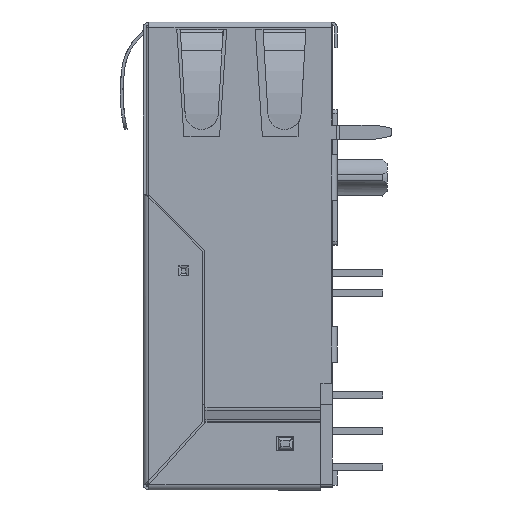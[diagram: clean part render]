
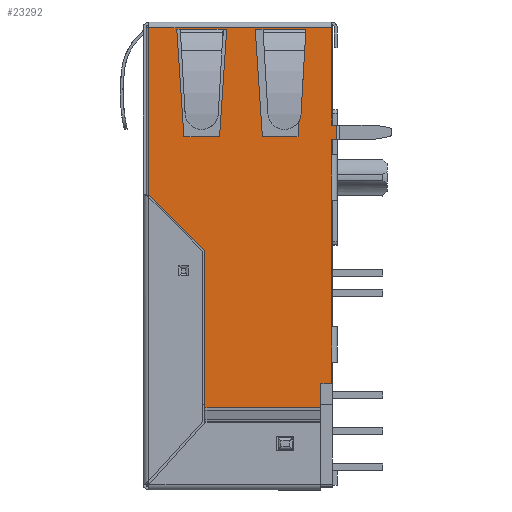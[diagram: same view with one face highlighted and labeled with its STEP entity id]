
A CAD part, left-side view. The second image highlights one B-rep face of the part: STEP entity #23292.
In plain terms, the highlighted face is planar.
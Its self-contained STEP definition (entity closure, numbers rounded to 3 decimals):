
#936=LINE('',#31650,#2662);
#950=LINE('',#31696,#2676);
#952=LINE('',#31700,#2678);
#953=LINE('',#31703,#2679);
#954=LINE('',#31705,#2680);
#955=LINE('',#31707,#2681);
#956=LINE('',#31709,#2682);
#957=LINE('',#31711,#2683);
#958=LINE('',#31713,#2684);
#959=LINE('',#31714,#2685);
#960=LINE('',#31717,#2686);
#961=LINE('',#31719,#2687);
#962=LINE('',#31721,#2688);
#963=LINE('',#31723,#2689);
#964=LINE('',#31725,#2690);
#965=LINE('',#31726,#2691);
#966=LINE('',#31727,#2692);
#967=LINE('',#31729,#2693);
#968=LINE('',#31731,#2694);
#969=LINE('',#31733,#2695);
#970=LINE('',#31735,#2696);
#971=LINE('',#31737,#2697);
#972=LINE('',#31739,#2698);
#973=LINE('',#31741,#2699);
#974=LINE('',#31743,#2700);
#975=LINE('',#31745,#2701);
#976=LINE('',#31747,#2702);
#977=LINE('',#31749,#2703);
#978=LINE('',#31751,#2704);
#2662=VECTOR('',#25955,1000.);
#2676=VECTOR('',#25987,1000.);
#2678=VECTOR('',#25991,1000.);
#2679=VECTOR('',#25992,1000.);
#2680=VECTOR('',#25993,1000.);
#2681=VECTOR('',#25994,1000.);
#2682=VECTOR('',#25995,1000.);
#2683=VECTOR('',#25996,1000.);
#2684=VECTOR('',#25997,1000.);
#2685=VECTOR('',#25998,1000.);
#2686=VECTOR('',#25999,1000.);
#2687=VECTOR('',#26000,1000.);
#2688=VECTOR('',#26001,1000.);
#2689=VECTOR('',#26002,1000.);
#2690=VECTOR('',#26003,1000.);
#2691=VECTOR('',#26004,1000.);
#2692=VECTOR('',#26005,1000.);
#2693=VECTOR('',#26006,1000.);
#2694=VECTOR('',#26007,1000.);
#2695=VECTOR('',#26008,1000.);
#2696=VECTOR('',#26009,1000.);
#2697=VECTOR('',#26010,1000.);
#2698=VECTOR('',#26011,1000.);
#2699=VECTOR('',#26012,1000.);
#2700=VECTOR('',#26013,1000.);
#2701=VECTOR('',#26014,1000.);
#2702=VECTOR('',#26015,1000.);
#2703=VECTOR('',#26016,1000.);
#2704=VECTOR('',#26017,1000.);
#4723=ORIENTED_EDGE('',*,*,#9653,.T.);
#4724=ORIENTED_EDGE('',*,*,#9654,.T.);
#4725=ORIENTED_EDGE('',*,*,#9655,.T.);
#4726=ORIENTED_EDGE('',*,*,#9656,.T.);
#4727=ORIENTED_EDGE('',*,*,#9657,.T.);
#4728=ORIENTED_EDGE('',*,*,#9658,.T.);
#4729=ORIENTED_EDGE('',*,*,#9659,.F.);
#4730=ORIENTED_EDGE('',*,*,#9660,.T.);
#4731=ORIENTED_EDGE('',*,*,#9661,.T.);
#4732=ORIENTED_EDGE('',*,*,#9662,.T.);
#4733=ORIENTED_EDGE('',*,*,#9663,.T.);
#4734=ORIENTED_EDGE('',*,*,#9664,.F.);
#4735=ORIENTED_EDGE('',*,*,#9665,.T.);
#4736=ORIENTED_EDGE('',*,*,#9651,.T.);
#4737=ORIENTED_EDGE('',*,*,#9666,.T.);
#4738=ORIENTED_EDGE('',*,*,#9629,.F.);
#4739=ORIENTED_EDGE('',*,*,#9667,.F.);
#4740=ORIENTED_EDGE('',*,*,#9668,.T.);
#4741=ORIENTED_EDGE('',*,*,#9669,.T.);
#4742=ORIENTED_EDGE('',*,*,#9670,.T.);
#4743=ORIENTED_EDGE('',*,*,#9671,.T.);
#4744=ORIENTED_EDGE('',*,*,#9672,.T.);
#4745=ORIENTED_EDGE('',*,*,#9673,.T.);
#4746=ORIENTED_EDGE('',*,*,#9674,.T.);
#4747=ORIENTED_EDGE('',*,*,#9675,.T.);
#4748=ORIENTED_EDGE('',*,*,#9676,.T.);
#4749=ORIENTED_EDGE('',*,*,#9677,.T.);
#4750=ORIENTED_EDGE('',*,*,#9678,.T.);
#4751=ORIENTED_EDGE('',*,*,#9679,.T.);
#9629=EDGE_CURVE('',#12069,#12070,#936,.T.);
#9651=EDGE_CURVE('',#12092,#12091,#950,.T.);
#9653=EDGE_CURVE('',#12093,#12094,#952,.T.);
#9654=EDGE_CURVE('',#12094,#12095,#953,.T.);
#9655=EDGE_CURVE('',#12095,#12096,#954,.T.);
#9656=EDGE_CURVE('',#12096,#12097,#955,.T.);
#9657=EDGE_CURVE('',#12097,#12098,#956,.T.);
#9658=EDGE_CURVE('',#12098,#12099,#957,.T.);
#9659=EDGE_CURVE('',#12093,#12099,#958,.T.);
#9660=EDGE_CURVE('',#12100,#12101,#959,.T.);
#9661=EDGE_CURVE('',#12101,#12102,#960,.T.);
#9662=EDGE_CURVE('',#12102,#12103,#961,.T.);
#9663=EDGE_CURVE('',#12103,#12104,#962,.T.);
#9664=EDGE_CURVE('',#12105,#12104,#963,.T.);
#9665=EDGE_CURVE('',#12105,#12100,#964,.T.);
#9666=EDGE_CURVE('',#12091,#12070,#965,.T.);
#9667=EDGE_CURVE('',#12106,#12069,#966,.T.);
#9668=EDGE_CURVE('',#12106,#12107,#967,.T.);
#9669=EDGE_CURVE('',#12107,#12108,#968,.T.);
#9670=EDGE_CURVE('',#12108,#12109,#969,.T.);
#9671=EDGE_CURVE('',#12109,#12110,#970,.T.);
#9672=EDGE_CURVE('',#12110,#12111,#971,.T.);
#9673=EDGE_CURVE('',#12111,#12112,#972,.T.);
#9674=EDGE_CURVE('',#12112,#12113,#973,.T.);
#9675=EDGE_CURVE('',#12113,#12114,#974,.T.);
#9676=EDGE_CURVE('',#12114,#12115,#975,.T.);
#9677=EDGE_CURVE('',#12115,#12116,#976,.T.);
#9678=EDGE_CURVE('',#12116,#12117,#977,.T.);
#9679=EDGE_CURVE('',#12117,#12092,#978,.T.);
#12069=VERTEX_POINT('',#31651);
#12070=VERTEX_POINT('',#31652);
#12091=VERTEX_POINT('',#31695);
#12092=VERTEX_POINT('',#31697);
#12093=VERTEX_POINT('',#31701);
#12094=VERTEX_POINT('',#31702);
#12095=VERTEX_POINT('',#31704);
#12096=VERTEX_POINT('',#31706);
#12097=VERTEX_POINT('',#31708);
#12098=VERTEX_POINT('',#31710);
#12099=VERTEX_POINT('',#31712);
#12100=VERTEX_POINT('',#31715);
#12101=VERTEX_POINT('',#31716);
#12102=VERTEX_POINT('',#31718);
#12103=VERTEX_POINT('',#31720);
#12104=VERTEX_POINT('',#31722);
#12105=VERTEX_POINT('',#31724);
#12106=VERTEX_POINT('',#31728);
#12107=VERTEX_POINT('',#31730);
#12108=VERTEX_POINT('',#31732);
#12109=VERTEX_POINT('',#31734);
#12110=VERTEX_POINT('',#31736);
#12111=VERTEX_POINT('',#31738);
#12112=VERTEX_POINT('',#31740);
#12113=VERTEX_POINT('',#31742);
#12114=VERTEX_POINT('',#31744);
#12115=VERTEX_POINT('',#31746);
#12116=VERTEX_POINT('',#31748);
#12117=VERTEX_POINT('',#31750);
#13748=EDGE_LOOP('',(#4723,#4724,#4725,#4726,#4727,#4728,#4729));
#13749=EDGE_LOOP('',(#4730,#4731,#4732,#4733,#4734,#4735));
#13750=EDGE_LOOP('',(#4736,#4737,#4738,#4739,#4740,#4741,#4742,#4743,#4744,
#4745,#4746,#4747,#4748,#4749,#4750,#4751));
#14818=FACE_BOUND('',#13748,.T.);
#14819=FACE_BOUND('',#13749,.T.);
#14820=FACE_BOUND('',#13750,.T.);
#15832=PLANE('',#24356);
#23292=ADVANCED_FACE('',(#14818,#14819,#14820),#15832,.T.);
#24356=AXIS2_PLACEMENT_3D('',#31699,#25989,#25990);
#25955=DIRECTION('',(-1.,0.,0.));
#25987=DIRECTION('',(-1.,0.,0.));
#25989=DIRECTION('',(0.,-1.,0.));
#25990=DIRECTION('',(1.,0.,0.));
#25991=DIRECTION('',(-0.998,0.,0.066));
#25992=DIRECTION('',(0.,0.,1.));
#25993=DIRECTION('',(0.998,0.,0.066));
#25994=DIRECTION('',(0.,0.,-1.));
#25995=DIRECTION('',(0.,0.,-1.));
#25996=DIRECTION('',(-0.998,0.,0.057));
#25997=DIRECTION('',(0.,0.,-1.));
#25998=DIRECTION('',(-0.998,0.,0.066));
#25999=DIRECTION('',(0.,0.,1.));
#26000=DIRECTION('',(0.998,0.,0.066));
#26001=DIRECTION('',(0.,0.,-1.));
#26002=DIRECTION('',(0.,0.,1.));
#26003=DIRECTION('',(0.,0.,-1.));
#26004=DIRECTION('',(0.,0.,-1.));
#26005=DIRECTION('',(0.,0.,1.));
#26006=DIRECTION('',(1.,0.,0.));
#26007=DIRECTION('',(1.,0.,0.));
#26008=DIRECTION('',(1.,0.,0.));
#26009=DIRECTION('',(1.,0.,0.));
#26010=DIRECTION('',(1.,0.,0.));
#26011=DIRECTION('',(0.,0.,-1.));
#26012=DIRECTION('',(1.,0.,0.));
#26013=DIRECTION('',(0.,0.,1.));
#26014=DIRECTION('',(1.,0.,0.));
#26015=DIRECTION('',(0.,0.,1.));
#26016=DIRECTION('',(-1.,0.,0.));
#26017=DIRECTION('',(-0.707,0.,-0.707));
#31650=CARTESIAN_POINT('',(-8.95,-8.3,1.15));
#31651=CARTESIAN_POINT('',(-8.95,-8.3,1.15));
#31652=CARTESIAN_POINT('',(-10.641,-8.3,1.15));
#31695=CARTESIAN_POINT('',(-10.641,-8.3,9.27));
#31696=CARTESIAN_POINT('',(0.4,-8.3,9.27));
#31697=CARTESIAN_POINT('',(0.4,-8.3,9.27));
#31699=CARTESIAN_POINT('',(0.,-8.3,0.));
#31700=CARTESIAN_POINT('',(15.9,-8.3,2.25));
#31701=CARTESIAN_POINT('',(15.486,-8.3,2.277));
#31702=CARTESIAN_POINT('',(8.35,-8.3,2.75));
#31703=CARTESIAN_POINT('',(8.35,-8.3,2.75));
#31704=CARTESIAN_POINT('',(8.35,-8.3,5.25));
#31705=CARTESIAN_POINT('',(8.35,-8.3,5.25));
#31706=CARTESIAN_POINT('',(15.9,-8.3,5.75));
#31707=CARTESIAN_POINT('',(15.9,-8.3,5.75));
#31708=CARTESIAN_POINT('',(15.9,-8.3,5.2));
#31709=CARTESIAN_POINT('',(15.9,-8.3,5.2));
#31710=CARTESIAN_POINT('',(15.9,-8.3,2.2));
#31711=CARTESIAN_POINT('',(15.9,-8.3,2.2));
#31712=CARTESIAN_POINT('',(15.486,-8.3,2.224));
#31713=CARTESIAN_POINT('',(15.486,-8.3,5.2));
#31714=CARTESIAN_POINT('',(15.9,-8.3,7.75));
#31715=CARTESIAN_POINT('',(15.9,-8.3,7.75));
#31716=CARTESIAN_POINT('',(8.35,-8.3,8.25));
#31717=CARTESIAN_POINT('',(8.35,-8.3,8.25));
#31718=CARTESIAN_POINT('',(8.35,-8.3,10.75));
#31719=CARTESIAN_POINT('',(8.35,-8.3,10.75));
#31720=CARTESIAN_POINT('',(15.9,-8.3,11.25));
#31721=CARTESIAN_POINT('',(15.9,-8.3,11.25));
#31722=CARTESIAN_POINT('',(15.9,-8.3,11.));
#31723=CARTESIAN_POINT('',(15.9,-8.3,8.));
#31724=CARTESIAN_POINT('',(15.9,-8.3,8.));
#31725=CARTESIAN_POINT('',(15.9,-8.3,11.25));
#31726=CARTESIAN_POINT('',(-10.641,-8.3,9.27));
#31727=CARTESIAN_POINT('',(-8.95,-8.3,0.4));
#31728=CARTESIAN_POINT('',(-8.95,-8.3,0.4));
#31729=CARTESIAN_POINT('',(16.209,-8.3,0.4));
#31730=CARTESIAN_POINT('',(-7.45,-8.3,0.4));
#31731=CARTESIAN_POINT('',(-7.45,-8.3,0.4));
#31732=CARTESIAN_POINT('',(-4.95,-8.3,0.4));
#31733=CARTESIAN_POINT('',(16.209,-8.3,0.4));
#31734=CARTESIAN_POINT('',(3.9,-8.3,0.4));
#31735=CARTESIAN_POINT('',(3.9,-8.3,0.4));
#31736=CARTESIAN_POINT('',(7.1,-8.3,0.4));
#31737=CARTESIAN_POINT('',(16.209,-8.3,0.4));
#31738=CARTESIAN_POINT('',(8.18,-8.3,0.4));
#31739=CARTESIAN_POINT('',(8.18,-8.3,0.4));
#31740=CARTESIAN_POINT('',(8.18,-8.3,0.024));
#31741=CARTESIAN_POINT('',(9.18,-8.3,0.024));
#31742=CARTESIAN_POINT('',(9.18,-8.3,0.024));
#31743=CARTESIAN_POINT('',(9.18,-8.3,-2.6));
#31744=CARTESIAN_POINT('',(9.18,-8.3,0.4));
#31745=CARTESIAN_POINT('',(16.209,-8.3,0.4));
#31746=CARTESIAN_POINT('',(16.,-8.3,0.4));
#31747=CARTESIAN_POINT('',(16.,-8.3,0.4));
#31748=CARTESIAN_POINT('',(16.,-8.3,13.2));
#31749=CARTESIAN_POINT('',(16.209,-8.3,13.2));
#31750=CARTESIAN_POINT('',(4.33,-8.3,13.2));
#31751=CARTESIAN_POINT('',(4.33,-8.3,13.2));
